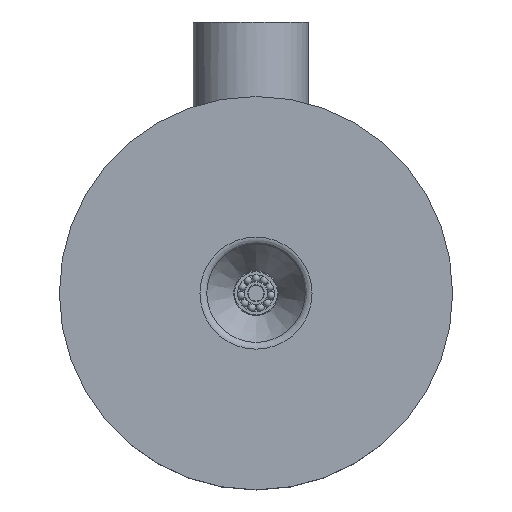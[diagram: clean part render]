
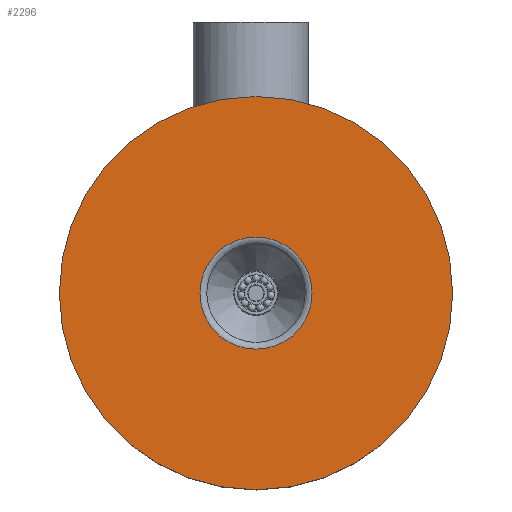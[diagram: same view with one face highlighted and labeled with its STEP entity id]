
A CAD part, top view. The second image highlights one B-rep face of the part: STEP entity #2296.
In plain terms, the highlighted planar face has unit normal (0, 0, 1).
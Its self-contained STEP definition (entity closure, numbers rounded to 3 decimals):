
#314=FACE_BOUND('',#906,.T.);
#672=FACE_OUTER_BOUND('',#905,.T.);
#905=EDGE_LOOP('',(#2055));
#906=EDGE_LOOP('',(#2056));
#1033=CIRCLE('',#2602,21.375);
#1035=CIRCLE('',#2606,75.);
#1232=VERTEX_POINT('',#11586);
#1234=VERTEX_POINT('',#11592);
#1508=EDGE_CURVE('',#1232,#1232,#1033,.T.);
#1510=EDGE_CURVE('',#1234,#1234,#1035,.T.);
#2055=ORIENTED_EDGE('',*,*,#1510,.F.);
#2056=ORIENTED_EDGE('',*,*,#1508,.F.);
#2131=PLANE('',#2605);
#2296=ADVANCED_FACE('',(#672,#314),#2131,.T.);
#2602=AXIS2_PLACEMENT_3D('',#11587,#3266,#3267);
#2605=AXIS2_PLACEMENT_3D('',#11591,#3272,#3273);
#2606=AXIS2_PLACEMENT_3D('',#11593,#3274,#3275);
#3266=DIRECTION('center_axis',(0.,0.,1.));
#3267=DIRECTION('ref_axis',(0.,-1.,0.));
#3272=DIRECTION('center_axis',(0.,0.,1.));
#3273=DIRECTION('ref_axis',(1.,0.,0.));
#3274=DIRECTION('center_axis',(0.,0.,-1.));
#3275=DIRECTION('ref_axis',(1.,0.,0.));
#11586=CARTESIAN_POINT('',(-7.2,16.875,78.15));
#11587=CARTESIAN_POINT('Origin',(-7.2,-4.5,78.15));
#11591=CARTESIAN_POINT('Origin',(-7.2,70.5,78.15));
#11592=CARTESIAN_POINT('',(-7.2,70.5,78.15));
#11593=CARTESIAN_POINT('Origin',(-7.2,-4.5,78.15));
